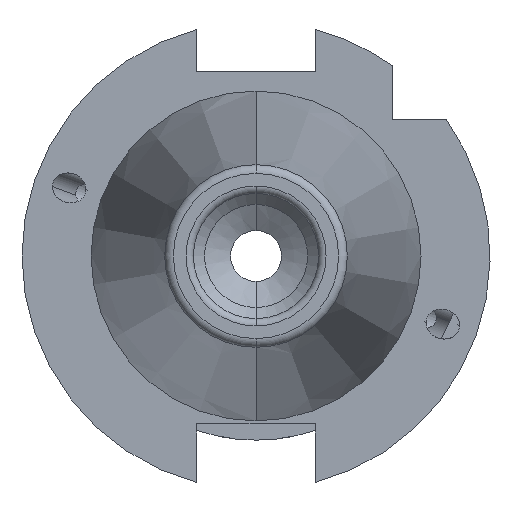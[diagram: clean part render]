
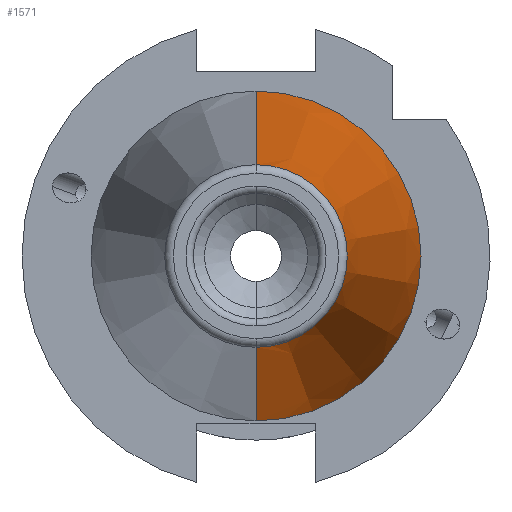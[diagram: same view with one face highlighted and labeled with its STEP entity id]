
A CAD part, left-side view. The second image highlights one B-rep face of the part: STEP entity #1571.
In plain terms, the highlighted conical face has half-angle 8.297 degrees and reference radius 22.4 mm.
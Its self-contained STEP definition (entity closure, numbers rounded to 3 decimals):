
#149 = VERTEX_POINT ( 'NONE', #5733 ) ;
#399 = AXIS2_PLACEMENT_3D ( 'NONE', #3407, #8788, #4179 ) ;
#1218 = CARTESIAN_POINT ( 'NONE',  ( -67.373, 0., -12.4 ) ) ;
#1274 = DIRECTION ( 'NONE',  ( 0.99, 0., 0.144 ) ) ;
#1374 = DIRECTION ( 'NONE',  ( 0.99, 0., -0.144 ) ) ;
#1476 = DIRECTION ( 'NONE',  ( 1., 0., 0. ) ) ;
#1517 = EDGE_CURVE ( 'NONE', #4820, #9427, #8224, .T. ) ;
#1571 = ADVANCED_FACE ( 'NONE', ( #5461 ), #2417, .T. ) ;
#1609 = EDGE_CURVE ( 'NONE', #9427, #149, #2647, .T. ) ;
#1658 = DIRECTION ( 'NONE',  ( -1., 0., 0. ) ) ;
#2303 = VECTOR ( 'NONE', #1374, 1000. ) ;
#2417 = CONICAL_SURFACE ( 'NONE', #2537, 22.4, 0.145 ) ;
#2537 = AXIS2_PLACEMENT_3D ( 'NONE', #9995, #1476, #5373 ) ;
#2647 = CIRCLE ( 'NONE', #3602, 22.4 ) ;
#2956 = CARTESIAN_POINT ( 'NONE',  ( 1.2, 0., -22.4 ) ) ;
#3407 = CARTESIAN_POINT ( 'NONE',  ( -67.373, 0., 0. ) ) ;
#3602 = AXIS2_PLACEMENT_3D ( 'NONE', #6298, #1658, #7065 ) ;
#4055 = CARTESIAN_POINT ( 'NONE',  ( 1.2, 0., -22.4 ) ) ;
#4179 = DIRECTION ( 'NONE',  ( 0., 0., 1. ) ) ;
#4293 = CARTESIAN_POINT ( 'NONE',  ( -67.373, 0., 12.4 ) ) ;
#4820 = VERTEX_POINT ( 'NONE', #1218 ) ;
#5373 = DIRECTION ( 'NONE',  ( 0., 0., -1. ) ) ;
#5461 = FACE_OUTER_BOUND ( 'NONE', #6992, .T. ) ;
#5733 = CARTESIAN_POINT ( 'NONE',  ( 1.2, 0., 22.4 ) ) ;
#5959 = ORIENTED_EDGE ( 'NONE', *, *, #6597, .F. ) ;
#6298 = CARTESIAN_POINT ( 'NONE',  ( 1.2, 0., 0. ) ) ;
#6414 = ORIENTED_EDGE ( 'NONE', *, *, #7617, .T. ) ;
#6597 = EDGE_CURVE ( 'NONE', #7036, #149, #7223, .T. ) ;
#6618 = ORIENTED_EDGE ( 'NONE', *, *, #1609, .T. ) ;
#6884 = CARTESIAN_POINT ( 'NONE',  ( 1.2, 0., 22.4 ) ) ;
#6992 = EDGE_LOOP ( 'NONE', ( #5959, #6414, #7100, #6618 ) ) ;
#7036 = VERTEX_POINT ( 'NONE', #4293 ) ;
#7065 = DIRECTION ( 'NONE',  ( 0., 0., 1. ) ) ;
#7100 = ORIENTED_EDGE ( 'NONE', *, *, #1517, .T. ) ;
#7223 = LINE ( 'NONE', #6884, #9297 ) ;
#7617 = EDGE_CURVE ( 'NONE', #7036, #4820, #7652, .T. ) ;
#7652 = CIRCLE ( 'NONE', #399, 12.4 ) ;
#8224 = LINE ( 'NONE', #2956, #2303 ) ;
#8788 = DIRECTION ( 'NONE',  ( 1., 0., 0. ) ) ;
#9297 = VECTOR ( 'NONE', #1274, 1000. ) ;
#9427 = VERTEX_POINT ( 'NONE', #4055 ) ;
#9995 = CARTESIAN_POINT ( 'NONE',  ( 1.2, 0., 0. ) ) ;
